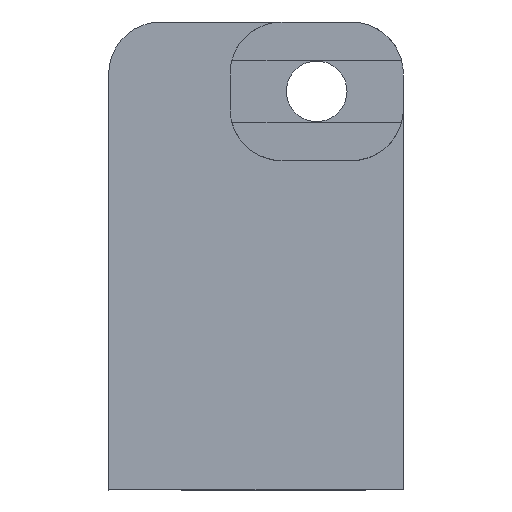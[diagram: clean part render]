
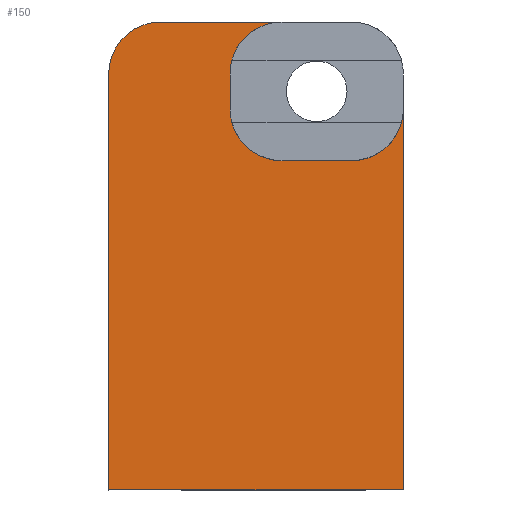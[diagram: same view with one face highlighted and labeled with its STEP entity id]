
A CAD part, left-side view. The second image highlights one B-rep face of the part: STEP entity #150.
In plain terms, the highlighted planar face has unit normal (-1, 0, 0).
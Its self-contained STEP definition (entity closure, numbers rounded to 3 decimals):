
#24 = EDGE_CURVE ( 'NONE', #1734, #895, #1618, .T. ) ;
#101 = CARTESIAN_POINT ( 'NONE',  ( -2., 8., 22. ) ) ;
#121 = DIRECTION ( 'NONE',  ( 1., 0., 0. ) ) ;
#142 = AXIS2_PLACEMENT_3D ( 'NONE', #1196, #1633, #181 ) ;
#150 = ADVANCED_FACE ( 'NONE', ( #750 ), #1376, .F. ) ;
#155 = DIRECTION ( 'NONE',  ( -1., 0., 0. ) ) ;
#170 = CIRCLE ( 'NONE', #1783, 3. ) ;
#178 = VERTEX_POINT ( 'NONE', #1056 ) ;
#181 = DIRECTION ( 'NONE',  ( 0., 1., 0. ) ) ;
#195 = EDGE_CURVE ( 'NONE', #1739, #927, #1321, .T. ) ;
#257 = CARTESIAN_POINT ( 'NONE',  ( -2., 15., 22. ) ) ;
#263 = CARTESIAN_POINT ( 'NONE',  ( -2., 5., 25. ) ) ;
#362 = DIRECTION ( 'NONE',  ( 0., 0., 1. ) ) ;
#384 = ORIENTED_EDGE ( 'NONE', *, *, #450, .F. ) ;
#396 = CARTESIAN_POINT ( 'NONE',  ( -2., 5., 17. ) ) ;
#419 = ORIENTED_EDGE ( 'NONE', *, *, #1108, .F. ) ;
#450 = EDGE_CURVE ( 'NONE', #903, #1889, #869, .T. ) ;
#471 = ORIENTED_EDGE ( 'NONE', *, *, #1849, .F. ) ;
#494 = CARTESIAN_POINT ( 'NONE',  ( -2., 15., 10. ) ) ;
#504 = CARTESIAN_POINT ( 'NONE',  ( -2., 15., -2. ) ) ;
#523 = DIRECTION ( 'NONE',  ( 0., 0., -1. ) ) ;
#531 = VECTOR ( 'NONE', #1534, 1000. ) ;
#543 = CIRCLE ( 'NONE', #142, 3. ) ;
#570 = ORIENTED_EDGE ( 'NONE', *, *, #807, .F. ) ;
#583 = EDGE_CURVE ( 'NONE', #1259, #1736, #1126, .T. ) ;
#603 = DIRECTION ( 'NONE',  ( 0., 0., -1. ) ) ;
#607 = VECTOR ( 'NONE', #965, 1000. ) ;
#609 = CIRCLE ( 'NONE', #676, 3. ) ;
#644 = ORIENTED_EDGE ( 'NONE', *, *, #1211, .F. ) ;
#672 = DIRECTION ( 'NONE',  ( 0., -1., 0. ) ) ;
#676 = AXIS2_PLACEMENT_3D ( 'NONE', #1530, #777, #1365 ) ;
#708 = ORIENTED_EDGE ( 'NONE', *, *, #583, .F. ) ;
#734 = VERTEX_POINT ( 'NONE', #1407 ) ;
#750 = FACE_OUTER_BOUND ( 'NONE', #1794, .T. ) ;
#777 = DIRECTION ( 'NONE',  ( -1., 0., 0. ) ) ;
#807 = EDGE_CURVE ( 'NONE', #927, #903, #543, .T. ) ;
#869 = LINE ( 'NONE', #1661, #1904 ) ;
#895 = VERTEX_POINT ( 'NONE', #263 ) ;
#903 = VERTEX_POINT ( 'NONE', #396 ) ;
#927 = VERTEX_POINT ( 'NONE', #1002 ) ;
#932 = CARTESIAN_POINT ( 'NONE',  ( -2., 8., 10. ) ) ;
#937 = CARTESIAN_POINT ( 'NONE',  ( -2., 15., 25. ) ) ;
#965 = DIRECTION ( 'NONE',  ( 0., -1., 0. ) ) ;
#1002 = CARTESIAN_POINT ( 'NONE',  ( -2., 8., 20. ) ) ;
#1010 = CARTESIAN_POINT ( 'NONE',  ( -2., 12., 22. ) ) ;
#1039 = VECTOR ( 'NONE', #523, 1000. ) ;
#1056 = CARTESIAN_POINT ( 'NONE',  ( -2., -2., 20. ) ) ;
#1085 = LINE ( 'NONE', #504, #1681 ) ;
#1108 = EDGE_CURVE ( 'NONE', #895, #1739, #609, .T. ) ;
#1126 = LINE ( 'NONE', #494, #1279 ) ;
#1131 = CARTESIAN_POINT ( 'NONE',  ( -2., 15., 10. ) ) ;
#1153 = DIRECTION ( 'NONE',  ( 0., 0., 1. ) ) ;
#1171 = EDGE_CURVE ( 'NONE', #178, #734, #1448, .T. ) ;
#1196 = CARTESIAN_POINT ( 'NONE',  ( -2., 5., 20. ) ) ;
#1211 = EDGE_CURVE ( 'NONE', #734, #1259, #1085, .T. ) ;
#1224 = CARTESIAN_POINT ( 'NONE',  ( -2., -2., 10. ) ) ;
#1259 = VERTEX_POINT ( 'NONE', #1632 ) ;
#1262 = DIRECTION ( 'NONE',  ( 1., 0., 0. ) ) ;
#1269 = AXIS2_PLACEMENT_3D ( 'NONE', #1598, #155, #603 ) ;
#1279 = VECTOR ( 'NONE', #362, 1000. ) ;
#1297 = AXIS2_PLACEMENT_3D ( 'NONE', #1131, #1262, #1429 ) ;
#1312 = ORIENTED_EDGE ( 'NONE', *, *, #1584, .F. ) ;
#1321 = LINE ( 'NONE', #932, #531 ) ;
#1365 = DIRECTION ( 'NONE',  ( 0., 1., 0. ) ) ;
#1369 = ORIENTED_EDGE ( 'NONE', *, *, #195, .F. ) ;
#1376 = PLANE ( 'NONE',  #1297 ) ;
#1382 = DIRECTION ( 'NONE',  ( 0., 1., 0. ) ) ;
#1407 = CARTESIAN_POINT ( 'NONE',  ( -2., -2., -2. ) ) ;
#1429 = DIRECTION ( 'NONE',  ( 0., 1., 0. ) ) ;
#1448 = LINE ( 'NONE', #1224, #1039 ) ;
#1464 = CARTESIAN_POINT ( 'NONE',  ( -2., 1., 17. ) ) ;
#1489 = CIRCLE ( 'NONE', #1269, 3. ) ;
#1521 = ORIENTED_EDGE ( 'NONE', *, *, #1171, .F. ) ;
#1530 = CARTESIAN_POINT ( 'NONE',  ( -2., 5., 22. ) ) ;
#1534 = DIRECTION ( 'NONE',  ( 0., 0., -1. ) ) ;
#1584 = EDGE_CURVE ( 'NONE', #1889, #178, #1489, .T. ) ;
#1598 = CARTESIAN_POINT ( 'NONE',  ( -2., 1., 20. ) ) ;
#1618 = LINE ( 'NONE', #937, #607 ) ;
#1632 = CARTESIAN_POINT ( 'NONE',  ( -2., 15., -2. ) ) ;
#1633 = DIRECTION ( 'NONE',  ( -1., 0., 0. ) ) ;
#1661 = CARTESIAN_POINT ( 'NONE',  ( -2., 15., 17. ) ) ;
#1681 = VECTOR ( 'NONE', #1382, 1000. ) ;
#1734 = VERTEX_POINT ( 'NONE', #1872 ) ;
#1736 = VERTEX_POINT ( 'NONE', #257 ) ;
#1739 = VERTEX_POINT ( 'NONE', #101 ) ;
#1783 = AXIS2_PLACEMENT_3D ( 'NONE', #1010, #121, #1153 ) ;
#1794 = EDGE_LOOP ( 'NONE', ( #570, #1369, #419, #1854, #471, #708, #644, #1521, #1312, #384 ) ) ;
#1849 = EDGE_CURVE ( 'NONE', #1736, #1734, #170, .T. ) ;
#1854 = ORIENTED_EDGE ( 'NONE', *, *, #24, .F. ) ;
#1872 = CARTESIAN_POINT ( 'NONE',  ( -2., 12., 25. ) ) ;
#1889 = VERTEX_POINT ( 'NONE', #1464 ) ;
#1904 = VECTOR ( 'NONE', #672, 1000. ) ;
